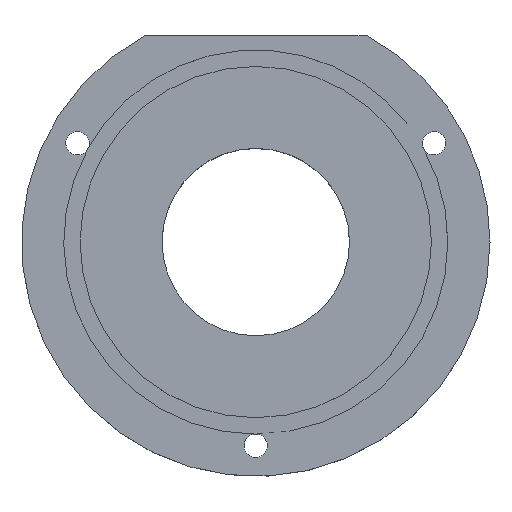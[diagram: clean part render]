
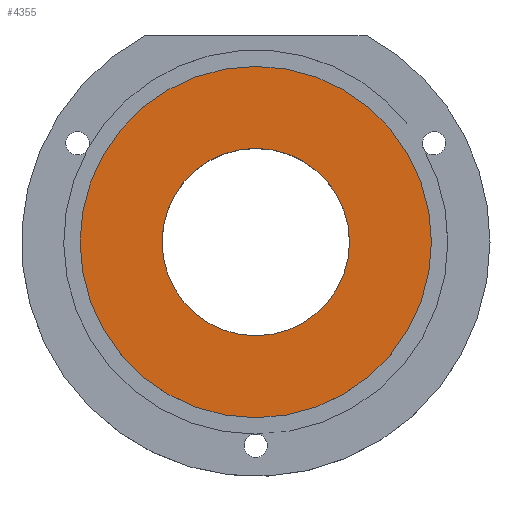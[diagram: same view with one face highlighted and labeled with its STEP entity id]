
A CAD part, top view. The second image highlights one B-rep face of the part: STEP entity #4355.
In plain terms, the highlighted planar face has unit normal (0, 0, 1).
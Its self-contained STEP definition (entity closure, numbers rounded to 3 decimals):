
#3964 = CYLINDRICAL_SURFACE('',#3965,20.);
#3965 = AXIS2_PLACEMENT_3D('',#3966,#3967,#3968);
#3966 = CARTESIAN_POINT('',(0.,0.,-10.));
#3967 = DIRECTION('',(-0.,-0.,-1.));
#3968 = DIRECTION('',(1.,0.,0.));
#4264 = VERTEX_POINT('',#4265);
#4265 = CARTESIAN_POINT('',(20.,0.,12.));
#4286 = EDGE_CURVE('',#4264,#4264,#4287,.T.);
#4287 = SURFACE_CURVE('',#4288,(#4293,#4300),.PCURVE_S1.);
#4288 = CIRCLE('',#4289,20.);
#4289 = AXIS2_PLACEMENT_3D('',#4290,#4291,#4292);
#4290 = CARTESIAN_POINT('',(0.,0.,12.));
#4291 = DIRECTION('',(0.,0.,-1.));
#4292 = DIRECTION('',(1.,0.,0.));
#4293 = PCURVE('',#3964,#4294);
#4294 = DEFINITIONAL_REPRESENTATION('',(#4295),#4299);
#4295 = LINE('',#4296,#4297);
#4296 = CARTESIAN_POINT('',(-6.283,-22.));
#4297 = VECTOR('',#4298,1.);
#4298 = DIRECTION('',(1.,-0.));
#4299 = ( GEOMETRIC_REPRESENTATION_CONTEXT(2) 
PARAMETRIC_REPRESENTATION_CONTEXT() REPRESENTATION_CONTEXT('2D SPACE',''
  ) );
#4300 = PCURVE('',#4301,#4306);
#4301 = PLANE('',#4302);
#4302 = AXIS2_PLACEMENT_3D('',#4303,#4304,#4305);
#4303 = CARTESIAN_POINT('',(0.,0.,12.));
#4304 = DIRECTION('',(0.,0.,1.));
#4305 = DIRECTION('',(1.,0.,0.));
#4306 = DEFINITIONAL_REPRESENTATION('',(#4307),#4315);
#4307 = ( BOUNDED_CURVE() B_SPLINE_CURVE(2,(#4308,#4309,#4310,#4311,
#4312,#4313,#4314),.UNSPECIFIED.,.T.,.F.) B_SPLINE_CURVE_WITH_KNOTS((1,2
    ,2,2,2,1),(-2.094,0.,2.094,4.189,
6.283,8.378),.UNSPECIFIED.) CURVE() 
GEOMETRIC_REPRESENTATION_ITEM() RATIONAL_B_SPLINE_CURVE((1.,0.5,1.,0.5,
1.,0.5,1.)) REPRESENTATION_ITEM('') );
#4308 = CARTESIAN_POINT('',(20.,0.));
#4309 = CARTESIAN_POINT('',(20.,-34.641));
#4310 = CARTESIAN_POINT('',(-10.,-17.321));
#4311 = CARTESIAN_POINT('',(-40.,0.));
#4312 = CARTESIAN_POINT('',(-10.,17.321));
#4313 = CARTESIAN_POINT('',(20.,34.641));
#4314 = CARTESIAN_POINT('',(20.,0.));
#4315 = ( GEOMETRIC_REPRESENTATION_CONTEXT(2) 
PARAMETRIC_REPRESENTATION_CONTEXT() REPRESENTATION_CONTEXT('2D SPACE',''
  ) );
#4344 = CYLINDRICAL_SURFACE('',#4345,37.5);
#4345 = AXIS2_PLACEMENT_3D('',#4346,#4347,#4348);
#4346 = CARTESIAN_POINT('',(0.,0.,9.));
#4347 = DIRECTION('',(-0.,-0.,-1.));
#4348 = DIRECTION('',(1.,0.,0.));
#4355 = ADVANCED_FACE('',(#4356,#4382),#4301,.T.);
#4356 = FACE_BOUND('',#4357,.T.);
#4357 = EDGE_LOOP('',(#4358));
#4358 = ORIENTED_EDGE('',*,*,#4359,.T.);
#4359 = EDGE_CURVE('',#4360,#4360,#4362,.T.);
#4360 = VERTEX_POINT('',#4361);
#4361 = CARTESIAN_POINT('',(37.5,0.,12.));
#4362 = SURFACE_CURVE('',#4363,(#4368,#4375),.PCURVE_S1.);
#4363 = CIRCLE('',#4364,37.5);
#4364 = AXIS2_PLACEMENT_3D('',#4365,#4366,#4367);
#4365 = CARTESIAN_POINT('',(0.,0.,12.));
#4366 = DIRECTION('',(0.,0.,1.));
#4367 = DIRECTION('',(1.,0.,0.));
#4368 = PCURVE('',#4301,#4369);
#4369 = DEFINITIONAL_REPRESENTATION('',(#4370),#4374);
#4370 = CIRCLE('',#4371,37.5);
#4371 = AXIS2_PLACEMENT_2D('',#4372,#4373);
#4372 = CARTESIAN_POINT('',(0.,0.));
#4373 = DIRECTION('',(1.,0.));
#4374 = ( GEOMETRIC_REPRESENTATION_CONTEXT(2) 
PARAMETRIC_REPRESENTATION_CONTEXT() REPRESENTATION_CONTEXT('2D SPACE',''
  ) );
#4375 = PCURVE('',#4344,#4376);
#4376 = DEFINITIONAL_REPRESENTATION('',(#4377),#4381);
#4377 = LINE('',#4378,#4379);
#4378 = CARTESIAN_POINT('',(-0.,-3.));
#4379 = VECTOR('',#4380,1.);
#4380 = DIRECTION('',(-1.,0.));
#4381 = ( GEOMETRIC_REPRESENTATION_CONTEXT(2) 
PARAMETRIC_REPRESENTATION_CONTEXT() REPRESENTATION_CONTEXT('2D SPACE',''
  ) );
#4382 = FACE_BOUND('',#4383,.T.);
#4383 = EDGE_LOOP('',(#4384));
#4384 = ORIENTED_EDGE('',*,*,#4286,.T.);
